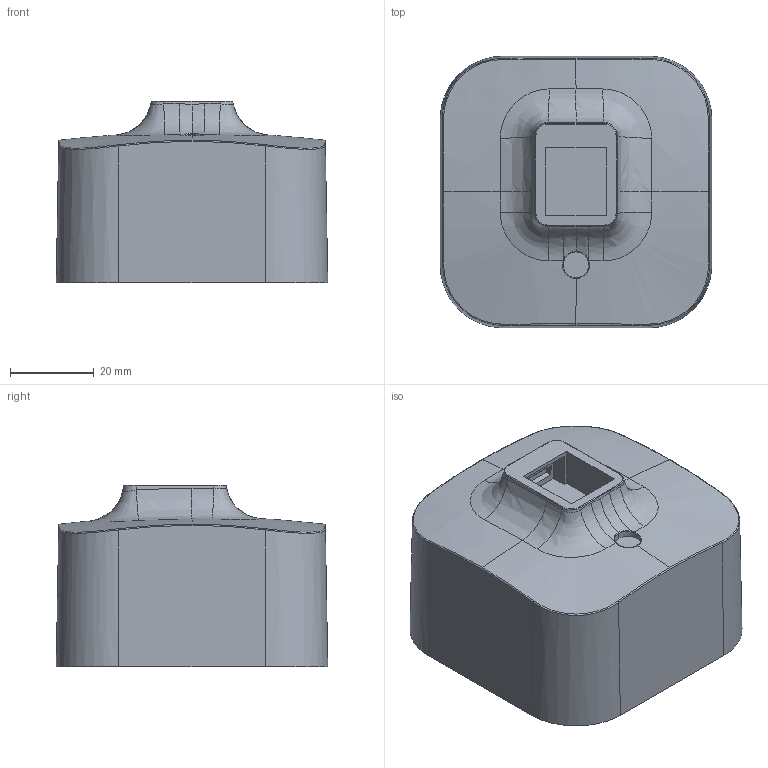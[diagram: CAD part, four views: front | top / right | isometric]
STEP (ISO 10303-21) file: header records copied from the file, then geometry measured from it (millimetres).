
FILE_DESCRIPTION (( 'STEP AP214' ), '1' );
FILE_NAME ('782224.STEP', '2025-06-17T08:41:52', ( '' ), ( '' ), 'SwSTEP 2.0', 'SolidWorks 2022', '' );
FILE_SCHEMA (( 'AUTOMOTIVE_DESIGN' ));
Length unit declared in the file: millimetre
Products named in the file (1): 782224
Bounding box: 65 x 65 x 43.5 mm (x, y, z)
Volume: 139566.9 mm3; surface area: 17070 mm2
Topology: 1 solids, 9 shells, 131 faces, 299 edges, 188 vertices
Faces by surface type: plane 59, bspline 48, cylinder 12, cone 8, torus 4
Entity records: 9820 total; most frequent: CARTESIAN_POINT 7347, ORIENTED_EDGE 598, DIRECTION 328, EDGE_CURVE 299, VERTEX_POINT 188, B_SPLINE_CURVE_WITH_KNOTS 140, EDGE_LOOP 133, FACE_OUTER_BOUND 131
